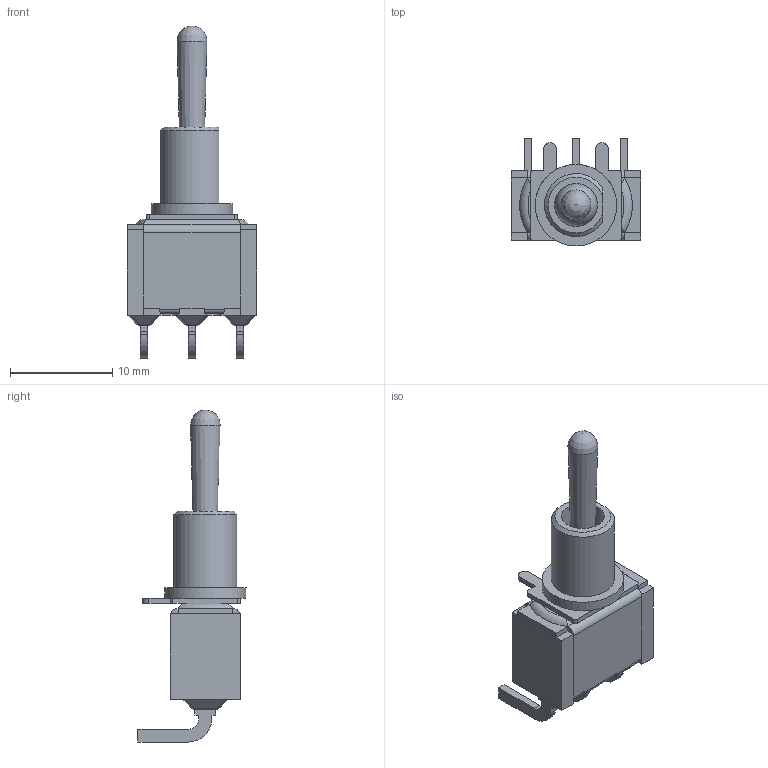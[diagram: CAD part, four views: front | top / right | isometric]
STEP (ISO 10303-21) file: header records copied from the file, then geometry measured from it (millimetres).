
FILE_DESCRIPTION(/* description */ (''),/* implementation_level */ '2;1');
FILE_NAME(/* name */ '100SPxT1B5M6xE.stp',/* time_stamp */ '2026-01-17T15:45:14-06:00',/* author */ ('jmeyers'),/* organization */ (''),/* preprocessor_version */ 'ST-DEVELOPER v18.1',/* originating_system */ 'Autodesk Inventor 2022',/* authorisation */ '');
FILE_SCHEMA (('AUTOMOTIVE_DESIGN { 1 0 10303 214 3 1 1 }'));
Length unit declared in the file: inch
Products named in the file (1): Part19
Bounding box: 12.7 x 10.59 x 32.52 mm (x, y, z)
Volume: 1137.3 mm3; surface area: 1199.7 mm2
Topology: 1 solids, 2 shells, 244 faces, 622 edges, 378 vertices
Faces by surface type: plane 171, cylinder 53, sphere 14, cone 3, torus 2, bspline 1
Full cylindrical faces by diameter (mm): 1.65 x1, 4.2 x2, 7.98 x1
Entity records: 7265 total; most frequent: CARTESIAN_POINT 1317, DIRECTION 1240, ORIENTED_EDGE 1220, EDGE_CURVE 610, LINE 456, VECTOR 456, AXIS2_PLACEMENT_3D 392, VERTEX_POINT 378
